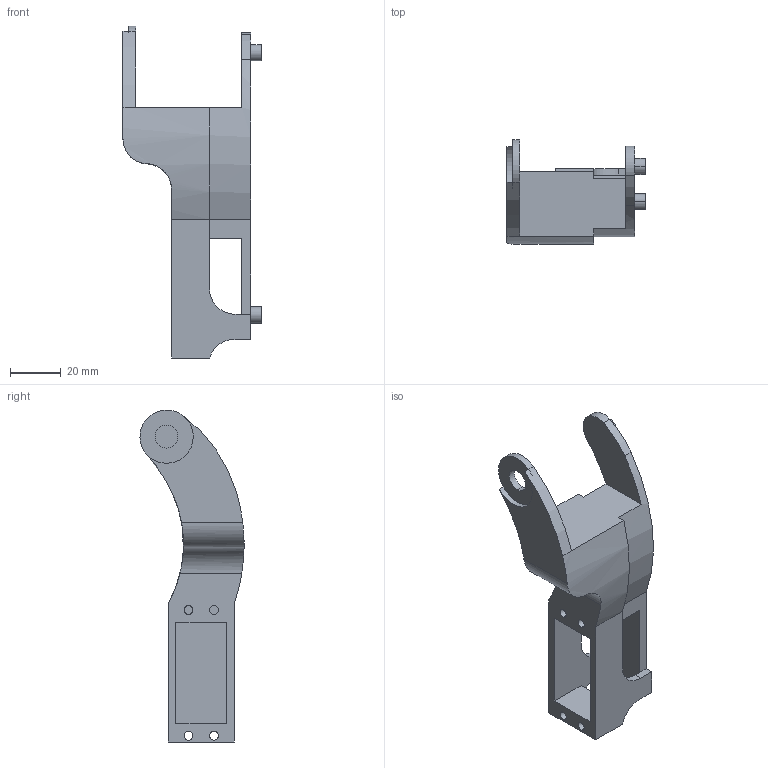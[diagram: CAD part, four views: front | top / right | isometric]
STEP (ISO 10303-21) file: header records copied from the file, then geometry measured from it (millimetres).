
FILE_DESCRIPTION (( 'STEP AP203' ), '1' );
FILE_NAME ('Left Femur_Default_sldprt.STEP', '2020-11-13T20:12:41', ( '' ), ( '' ), 'SwSTEP 2.0', 'SolidWorks 2019', '' );
FILE_SCHEMA (( 'CONFIG_CONTROL_DESIGN' ));
Length unit declared in the file: millimetre
Products named in the file (1): Left Femur_Default_sldprt
Bounding box: 54.45 x 41.02 x 130.82 mm (x, y, z)
Volume: 60366.7 mm3; surface area: 19736.6 mm2
Topology: 1 solids, 1 shells, 67 faces, 179 edges, 116 vertices
Faces by surface type: cylinder 37, plane 30
Entity records: 2284 total; most frequent: CARTESIAN_POINT 447, DIRECTION 385, ORIENTED_EDGE 358, EDGE_CURVE 179, AXIS2_PLACEMENT_3D 142, VERTEX_POINT 116, VECTOR 101, LINE 101
